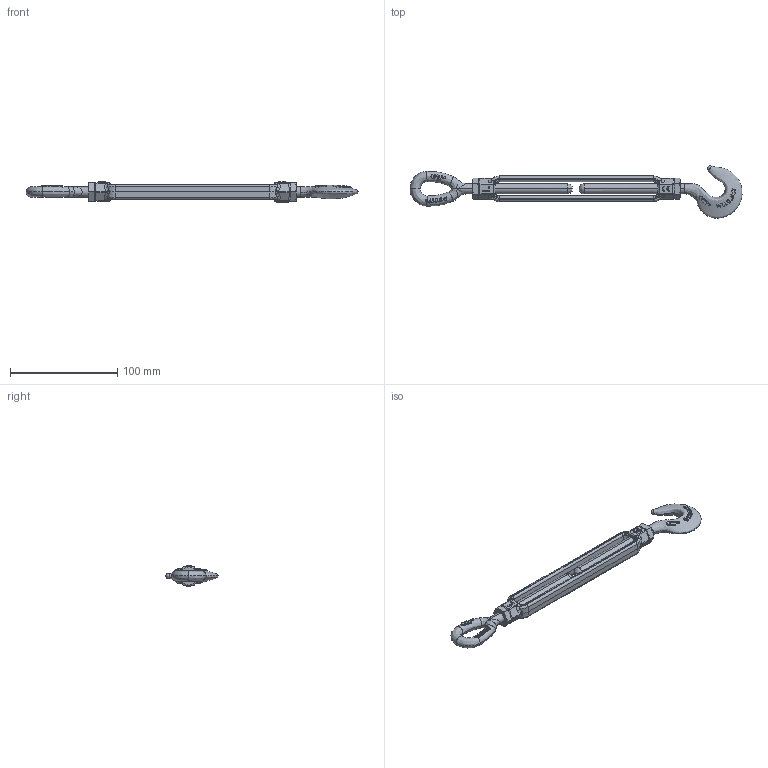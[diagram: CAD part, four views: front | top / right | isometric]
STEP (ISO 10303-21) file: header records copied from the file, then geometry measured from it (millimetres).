
FILE_DESCRIPTION(('STEP AP203'),'1');
FILE_NAME('SSGPHO1006.stp','2014-03-28T16:28:34',('TraceParts'),('TraceParts S.A.'),'XStep 1.0',' ',' ');
FILE_SCHEMA(('CONFIG_CONTROL_DESIGN'));
Length unit declared in the file: millimetre
Products named in the file (8): 1; 2; 3; 4; 5; 6; 7; 8
Bounding box: 310.25 x 48.98 x 19 mm (x, y, z)
Volume: 59132.4 mm3; surface area: 29037.9 mm2
Topology: 8 solids, 8 shells, 630 faces, 1620 edges, 1015 vertices
Faces by surface type: plane 250, bspline 229, cylinder 103, cone 48
Entity records: 32696 total; most frequent: CARTESIAN_POINT 19459, ORIENTED_EDGE 3204, DIRECTION 1850, EDGE_CURVE 1602, VERTEX_POINT 1015, B_SPLINE_CURVE_WITH_KNOTS 771, EDGE_LOOP 667, AXIS2_PLACEMENT_3D 655
